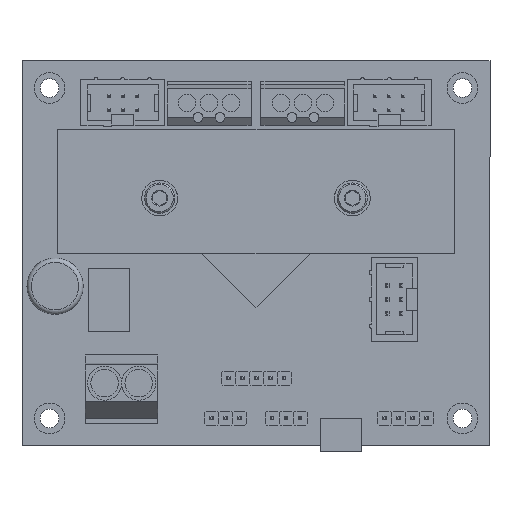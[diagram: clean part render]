
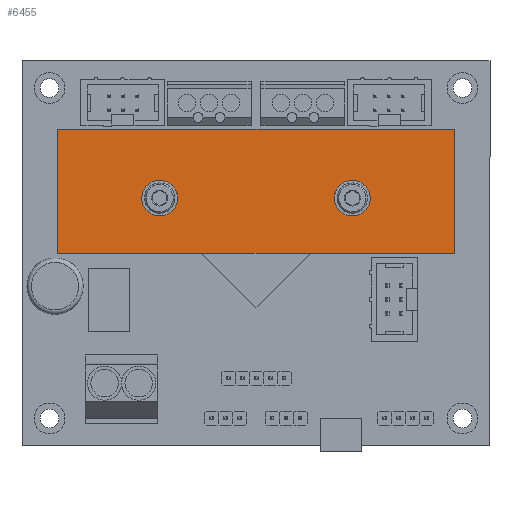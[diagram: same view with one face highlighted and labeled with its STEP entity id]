
A CAD part, top view. The second image highlights one B-rep face of the part: STEP entity #6455.
In plain terms, the highlighted planar face has unit normal (0, 0, 1).
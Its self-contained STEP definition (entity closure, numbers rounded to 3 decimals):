
#414=LINE('',#9733,#1120);
#417=LINE('',#9739,#1123);
#420=LINE('',#9745,#1126);
#423=LINE('',#9749,#1129);
#1120=VECTOR('',#7985,22.5);
#1123=VECTOR('',#7990,72.);
#1126=VECTOR('',#7995,22.5);
#1129=VECTOR('',#8000,72.);
#1708=PLANE('',#6938);
#2158=FACE_BOUND('',#2852,.T.);
#2159=FACE_BOUND('',#2853,.T.);
#2365=FACE_OUTER_BOUND('',#2851,.T.);
#2851=EDGE_LOOP('',(#5273,#5274,#5275,#5276));
#2852=EDGE_LOOP('',(#5277));
#2853=EDGE_LOOP('',(#5278));
#3160=CIRCLE('',#6923,3.25);
#3164=CIRCLE('',#6930,3.25);
#3432=VERTEX_POINT('',#9710);
#3436=VERTEX_POINT('',#9721);
#3440=VERTEX_POINT('',#9730);
#3441=VERTEX_POINT('',#9732);
#3443=VERTEX_POINT('',#9738);
#3445=VERTEX_POINT('',#9744);
#4077=EDGE_CURVE('',#3432,#3432,#3160,.T.);
#4081=EDGE_CURVE('',#3436,#3436,#3164,.T.);
#4085=EDGE_CURVE('',#3441,#3440,#414,.T.);
#4088=EDGE_CURVE('',#3443,#3441,#417,.T.);
#4091=EDGE_CURVE('',#3445,#3443,#420,.T.);
#4094=EDGE_CURVE('',#3440,#3445,#423,.T.);
#5273=ORIENTED_EDGE('',*,*,#4094,.T.);
#5274=ORIENTED_EDGE('',*,*,#4091,.T.);
#5275=ORIENTED_EDGE('',*,*,#4088,.T.);
#5276=ORIENTED_EDGE('',*,*,#4085,.T.);
#5277=ORIENTED_EDGE('',*,*,#4077,.T.);
#5278=ORIENTED_EDGE('',*,*,#4081,.T.);
#6455=ADVANCED_FACE('',(#2365,#2158,#2159),#1708,.T.);
#6923=AXIS2_PLACEMENT_3D('',#9711,#7961,#7962);
#6930=AXIS2_PLACEMENT_3D('',#9722,#7975,#7976);
#6938=AXIS2_PLACEMENT_3D('',#9751,#8003,#8004);
#7961=DIRECTION('center_axis',(0.,0.,-1.));
#7962=DIRECTION('ref_axis',(1.,0.,0.));
#7975=DIRECTION('center_axis',(0.,0.,-1.));
#7976=DIRECTION('ref_axis',(1.,0.,0.));
#7985=DIRECTION('',(0.,1.,0.));
#7990=DIRECTION('',(1.,0.,0.));
#7995=DIRECTION('',(0.,-1.,0.));
#8000=DIRECTION('',(-1.,0.,0.));
#8003=DIRECTION('center_axis',(0.,0.,1.));
#8004=DIRECTION('ref_axis',(1.,0.,0.));
#9710=CARTESIAN_POINT('',(-14.25,-1.25,6.5));
#9711=CARTESIAN_POINT('Origin',(-17.5,-1.25,6.5));
#9721=CARTESIAN_POINT('',(20.75,-1.25,6.5));
#9722=CARTESIAN_POINT('Origin',(17.5,-1.25,6.5));
#9730=CARTESIAN_POINT('',(36.,11.25,6.5));
#9732=CARTESIAN_POINT('',(36.,-11.25,6.5));
#9733=CARTESIAN_POINT('',(36.,11.25,6.5));
#9738=CARTESIAN_POINT('',(-36.,-11.25,6.5));
#9739=CARTESIAN_POINT('',(36.,-11.25,6.5));
#9744=CARTESIAN_POINT('',(-36.,11.25,6.5));
#9745=CARTESIAN_POINT('',(-36.,-11.25,6.5));
#9749=CARTESIAN_POINT('',(-36.,11.25,6.5));
#9751=CARTESIAN_POINT('Origin',(0.,0.,6.5));
